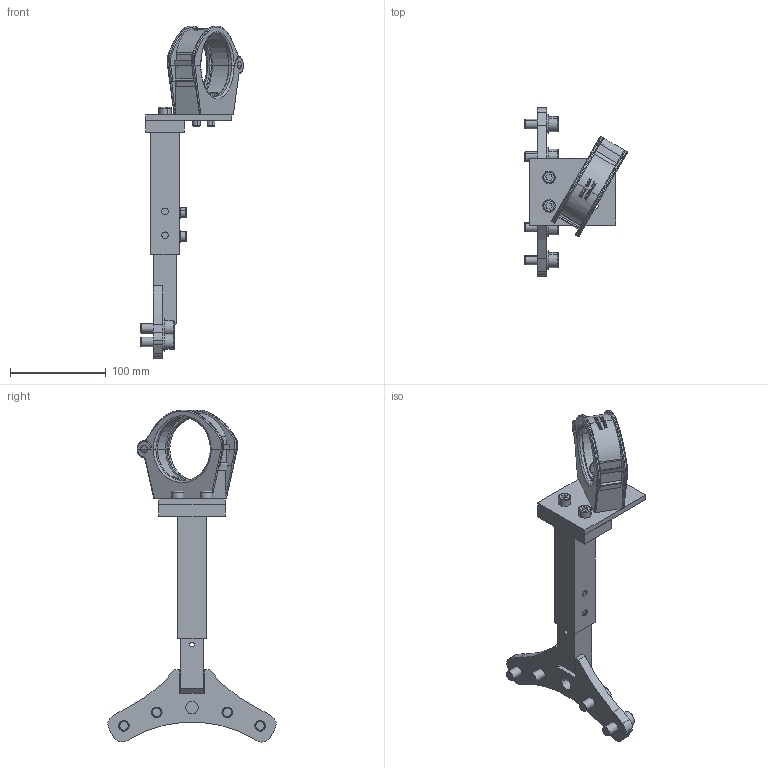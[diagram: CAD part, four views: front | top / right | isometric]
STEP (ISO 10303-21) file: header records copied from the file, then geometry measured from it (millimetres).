
FILE_DESCRIPTION (( 'STEP AP203' ), '1' );
FILE_NAME ('P0769.STEP', '2020-06-11T13:57:05', ( '' ), ( '' ), 'SwSTEP 2.0', 'SolidWorks 2019', '' );
FILE_SCHEMA (( 'CONFIG_CONTROL_DESIGN' ));
Length unit declared in the file: millimetre
Products named in the file (1): P0769
Bounding box: 107.41 x 176.07 x 347.36 mm (x, y, z)
Volume: 340360.9 mm3; surface area: 142908.1 mm2
Topology: 22 solids, 22 shells, 964 faces, 2512 edges, 1628 vertices
Faces by surface type: plane 382, bspline 258, cylinder 239, cone 43, torus 30, sphere 12
Entity records: 46123 total; most frequent: CARTESIAN_POINT 24386, ORIENTED_EDGE 4972, DIRECTION 3641, EDGE_CURVE 2486, VERTEX_POINT 1616, AXIS2_PLACEMENT_3D 1224, LINE 1193, VECTOR 1193
